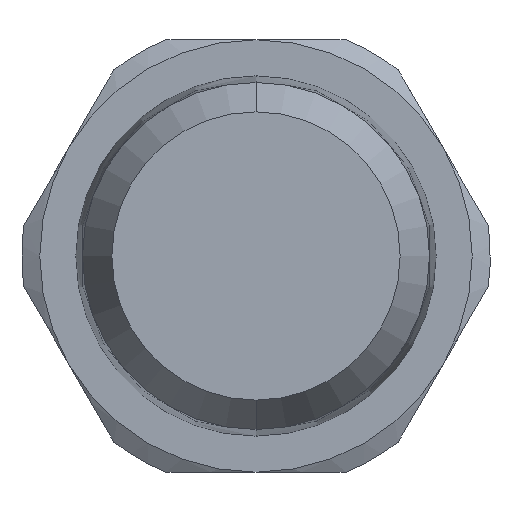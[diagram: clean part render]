
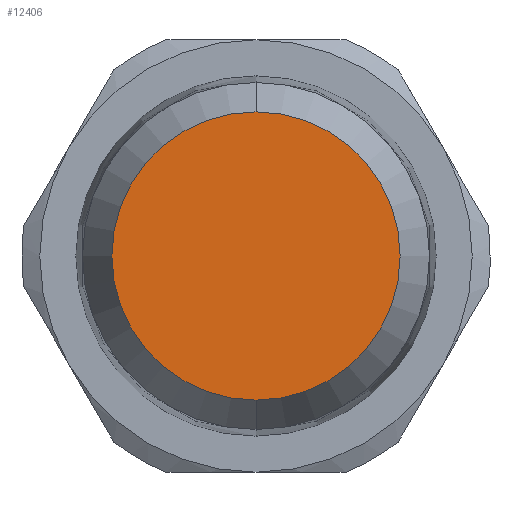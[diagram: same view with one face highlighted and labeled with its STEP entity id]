
A CAD part, front view. The second image highlights one B-rep face of the part: STEP entity #12406.
In plain terms, the highlighted planar face has unit normal (0, -1, 0).
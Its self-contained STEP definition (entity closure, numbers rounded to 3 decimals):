
#895 = AXIS2_PLACEMENT_3D ( 'NONE', #7162, #7163, #7164 ) ;
#1668 = EDGE_LOOP ( 'NONE', ( #4905, #4906 ) ) ;
#2841 = AXIS2_PLACEMENT_3D ( 'NONE', #7608, #7609, #7610 ) ;
#2842 = AXIS2_PLACEMENT_3D ( 'NONE', #7613, #7614, #7615 ) ;
#3814 = CARTESIAN_POINT ( 'NONE',  ( 0., -10.75, 4. ) ) ;
#3824 = CARTESIAN_POINT ( 'NONE',  ( 0., -10.75, -4. ) ) ;
#4905 = ORIENTED_EDGE ( 'NONE', *, *, #9070, .F. ) ;
#4906 = ORIENTED_EDGE ( 'NONE', *, *, #9073, .F. ) ;
#6830 = FACE_OUTER_BOUND ( 'NONE', #1668, .T. ) ;
#7154 = PLANE ( 'NONE',  #895 ) ;
#7162 = CARTESIAN_POINT ( 'NONE',  ( 4., -10.75, 0. ) ) ;
#7163 = DIRECTION ( 'NONE',  ( 0., -1., 0. ) ) ;
#7164 = DIRECTION ( 'NONE',  ( 0., 0., -1. ) ) ;
#7608 = CARTESIAN_POINT ( 'NONE',  ( 0., -10.75, 0. ) ) ;
#7609 = DIRECTION ( 'NONE',  ( 0., 1., 0. ) ) ;
#7610 = DIRECTION ( 'NONE',  ( 0., 0., 1. ) ) ;
#7613 = CARTESIAN_POINT ( 'NONE',  ( 0., -10.75, 0. ) ) ;
#7614 = DIRECTION ( 'NONE',  ( 0., 1., 0. ) ) ;
#7615 = DIRECTION ( 'NONE',  ( 0., 0., 1. ) ) ;
#9070 = EDGE_CURVE ( 'NONE', #11399, #11409, #9941, .T. ) ;
#9073 = EDGE_CURVE ( 'NONE', #11409, #11399, #9944, .T. ) ;
#9941 = CIRCLE ( 'NONE', #2841, 4. ) ;
#9944 = CIRCLE ( 'NONE', #2842, 4. ) ;
#11399 = VERTEX_POINT ( 'NONE', #3814 ) ;
#11409 = VERTEX_POINT ( 'NONE', #3824 ) ;
#12406 = ADVANCED_FACE ( 'NONE', ( #6830 ), #7154, .T. ) ;
